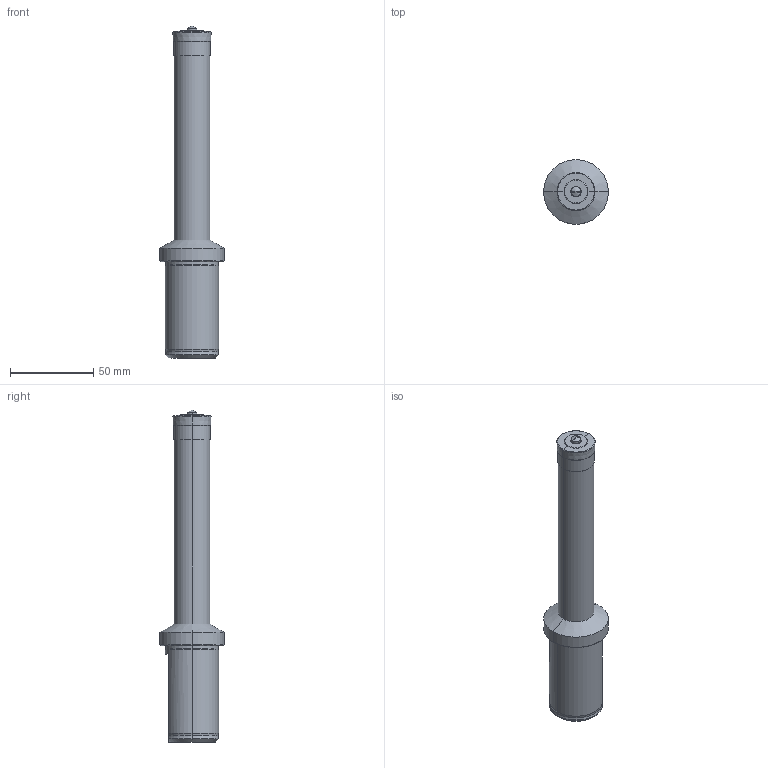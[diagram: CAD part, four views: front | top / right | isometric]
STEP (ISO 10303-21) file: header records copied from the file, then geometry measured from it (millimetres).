
FILE_DESCRIPTION (( 'STEP AP214' ), '1' );
FILE_NAME ('99307-23100-CD6-NC40-N9GX060204-NC2032.STEP', '2017-01-10T11:11:10', ( 'Owner' ), ( '' ), 'SwSTEP 2.0', 'SolidWorks 2016', '' );
FILE_SCHEMA (( 'AUTOMOTIVE_DESIGN' ));
Length unit declared in the file: millimetre
Products named in the file (1): 99307-23100-CD6-NC40-N9GX060204-NC2032
Bounding box: 39 x 39 x 200 mm (x, y, z)
Volume: 104685 mm3; surface area: 17825.4 mm2
Topology: 1 solids, 1 shells, 54 faces, 113 edges, 62 vertices
Faces by surface type: cone 17, torus 16, cylinder 15, plane 6
Entity records: 1644 total; most frequent: DIRECTION 285, CARTESIAN_POINT 268, ORIENTED_EDGE 222, AXIS2_PLACEMENT_3D 125, EDGE_CURVE 111, CIRCLE 70, VERTEX_POINT 62, EDGE_LOOP 57
